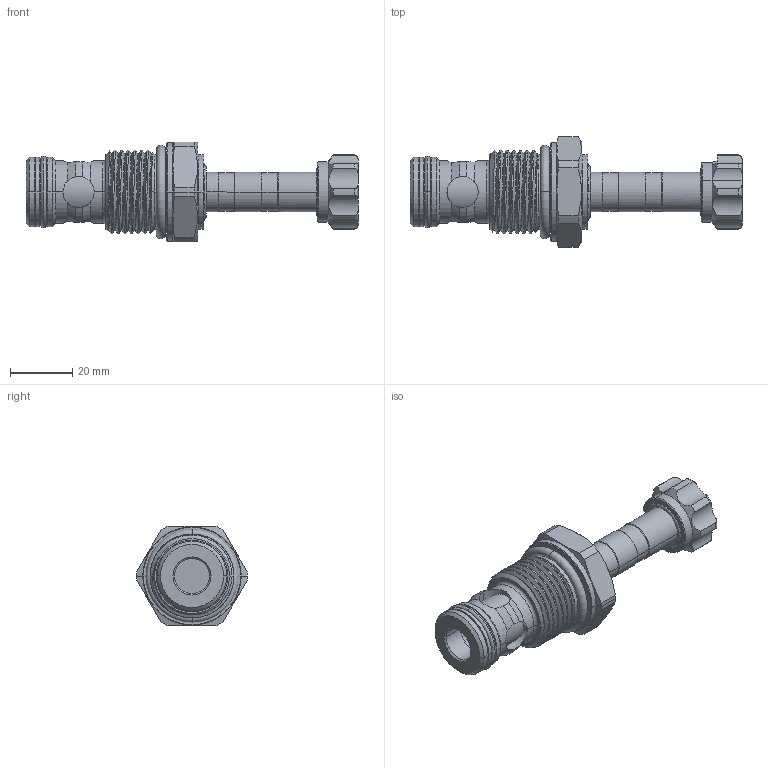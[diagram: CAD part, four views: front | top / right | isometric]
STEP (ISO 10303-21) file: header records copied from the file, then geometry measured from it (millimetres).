
FILE_DESCRIPTION (( 'STEP AP203' ), '1' );
FILE_NAME ('EP12W2A02N05.STEP', '2020-03-31T07:07:29', ( '' ), ( '' ), 'SwSTEP 2.0', 'SolidWorks 2018', '' );
FILE_SCHEMA (( 'CONFIG_CONTROL_DESIGN' ));
Length unit declared in the file: millimetre
Products named in the file (1): EP12W2A02N05
Bounding box: 106.45 x 35.5 x 32 mm (x, y, z)
Volume: 36074.8 mm3; surface area: 12354.9 mm2
Topology: 3 solids, 3 shells, 219 faces, 540 edges, 338 vertices
Faces by surface type: cylinder 109, cone 44, torus 36, plane 25, bspline 5
Entity records: 9300 total; most frequent: CARTESIAN_POINT 4149, ORIENTED_EDGE 1080, DIRECTION 1080, EDGE_CURVE 540, AXIS2_PLACEMENT_3D 469, VERTEX_POINT 338, CIRCLE 254, EDGE_LOOP 236
